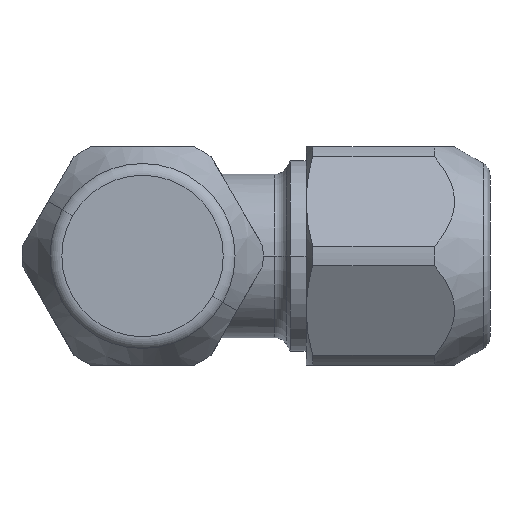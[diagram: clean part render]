
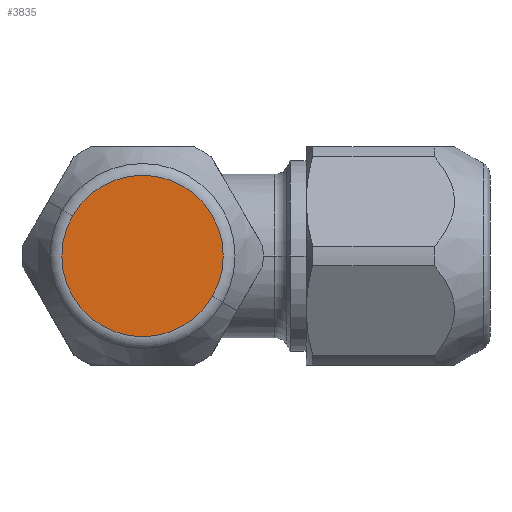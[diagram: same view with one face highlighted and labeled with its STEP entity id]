
A CAD part, front view. The second image highlights one B-rep face of the part: STEP entity #3835.
In plain terms, the highlighted planar face has unit normal (0, -1, 0).
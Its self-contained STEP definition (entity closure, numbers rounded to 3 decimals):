
#213 = VERTEX_POINT ( 'NONE', #1229 ) ;
#545 = EDGE_LOOP ( 'NONE', ( #2173, #2174 ) ) ;
#595 = VERTEX_POINT ( 'NONE', #1951 ) ;
#1229 = CARTESIAN_POINT ( 'NONE',  ( 5.129, -25.5, -2.961 ) ) ;
#1578 = EDGE_CURVE ( 'NONE', #213, #595, #3303, .T. ) ;
#1639 = EDGE_CURVE ( 'NONE', #595, #213, #3357, .T. ) ;
#1782 = AXIS2_PLACEMENT_3D ( 'NONE', #2438, #2439, #2440 ) ;
#1951 = CARTESIAN_POINT ( 'NONE',  ( -5.129, -25.5, 2.961 ) ) ;
#2173 = ORIENTED_EDGE ( 'NONE', *, *, #1639, .T. ) ;
#2174 = ORIENTED_EDGE ( 'NONE', *, *, #1578, .T. ) ;
#2438 = CARTESIAN_POINT ( 'NONE',  ( 0., -25.5, 0. ) ) ;
#2439 = DIRECTION ( 'NONE',  ( 0., -1., 0. ) ) ;
#2440 = DIRECTION ( 'NONE',  ( -0.866, 0., 0.5 ) ) ;
#2608 = AXIS2_PLACEMENT_3D ( 'NONE', #3621, #3622, #3623 ) ;
#2732 = AXIS2_PLACEMENT_3D ( 'NONE', #2962, #2967, #2968 ) ;
#2962 = CARTESIAN_POINT ( 'NONE',  ( 0., -25.5, 0. ) ) ;
#2965 = PLANE ( 'NONE',  #2732 ) ;
#2967 = DIRECTION ( 'NONE',  ( 0., 1., 0. ) ) ;
#2968 = DIRECTION ( 'NONE',  ( -1., 0., 0. ) ) ;
#3172 = FACE_OUTER_BOUND ( 'NONE', #545, .T. ) ;
#3303 = CIRCLE ( 'NONE', #1782, 5.923 ) ;
#3357 = CIRCLE ( 'NONE', #2608, 5.923 ) ;
#3621 = CARTESIAN_POINT ( 'NONE',  ( 0., -25.5, 0. ) ) ;
#3622 = DIRECTION ( 'NONE',  ( 0., -1., 0. ) ) ;
#3623 = DIRECTION ( 'NONE',  ( -0.866, 0., 0.5 ) ) ;
#3835 = ADVANCED_FACE ( 'NONE', ( #3172 ), #2965, .F. ) ;
